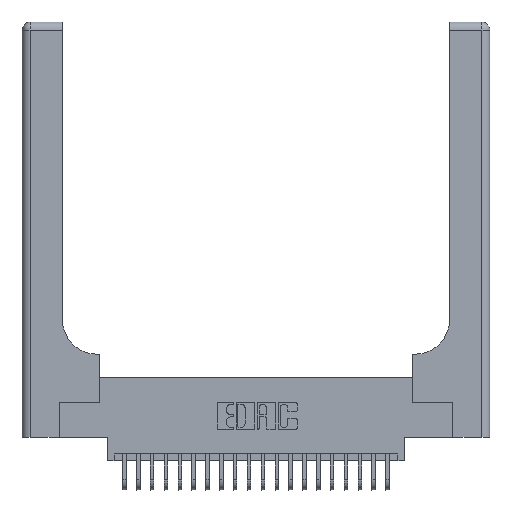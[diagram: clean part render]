
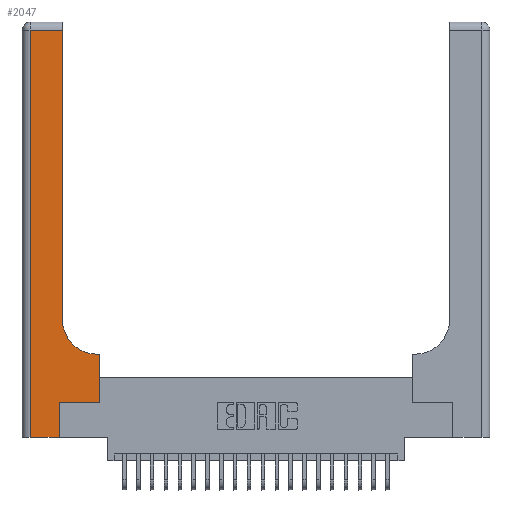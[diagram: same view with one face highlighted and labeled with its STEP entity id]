
A CAD part, top view. The second image highlights one B-rep face of the part: STEP entity #2047.
In plain terms, the highlighted planar face has unit normal (0, 0, 1).
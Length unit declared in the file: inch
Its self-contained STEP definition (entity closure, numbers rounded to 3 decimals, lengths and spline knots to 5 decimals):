
#183 = VECTOR ( 'NONE', #11111, 39.37008 ) ;
#231 = EDGE_CURVE ( 'NONE', #1557, #16585, #19240, .T. ) ;
#404 = ORIENTED_EDGE ( 'NONE', *, *, #3772, .T. ) ;
#547 = CARTESIAN_POINT ( 'NONE',  ( 0.5585, 0.6, 0.37 ) ) ;
#1067 = ORIENTED_EDGE ( 'NONE', *, *, #6275, .T. ) ;
#1360 = ORIENTED_EDGE ( 'NONE', *, *, #18657, .T. ) ;
#1386 = CARTESIAN_POINT ( 'NONE',  ( 0., 0., 0.37 ) ) ;
#1484 = EDGE_CURVE ( 'NONE', #11901, #3937, #20733, .T. ) ;
#1557 = VERTEX_POINT ( 'NONE', #15414 ) ;
#1973 = EDGE_CURVE ( 'NONE', #3937, #1557, #25027, .T. ) ;
#1979 = CARTESIAN_POINT ( 'NONE',  ( 0.2915, 0.85, 0.37 ) ) ;
#2047 = ADVANCED_FACE ( 'NONE', ( #15773 ), #17385, .F. ) ;
#2093 = CARTESIAN_POINT ( 'NONE',  ( 0.269, 0., 0.37 ) ) ;
#2554 = ORIENTED_EDGE ( 'NONE', *, *, #1484, .T. ) ;
#2576 = VECTOR ( 'NONE', #10125, 39.37008 ) ;
#2686 = DIRECTION ( 'NONE',  ( 0., 1., 0. ) ) ;
#2994 = EDGE_LOOP ( 'NONE', ( #3142, #1067, #15483, #404, #2554, #20147, #6839, #1360, #20800 ) ) ;
#3142 = ORIENTED_EDGE ( 'NONE', *, *, #24721, .T. ) ;
#3673 = VECTOR ( 'NONE', #7090, 39.37008 ) ;
#3772 = EDGE_CURVE ( 'NONE', #10447, #11901, #5502, .T. ) ;
#3937 = VERTEX_POINT ( 'NONE', #13214 ) ;
#5502 = LINE ( 'NONE', #1386, #183 ) ;
#5842 = LINE ( 'NONE', #20225, #3673 ) ;
#6275 = EDGE_CURVE ( 'NONE', #14698, #20583, #9056, .T. ) ;
#6839 = ORIENTED_EDGE ( 'NONE', *, *, #231, .T. ) ;
#7090 = DIRECTION ( 'NONE',  ( -1., 0., 0. ) ) ;
#7195 = CARTESIAN_POINT ( 'NONE',  ( 0., 3., 0.37 ) ) ;
#8414 = CARTESIAN_POINT ( 'NONE',  ( 0.06, 2.94, 0.37 ) ) ;
#8857 = AXIS2_PLACEMENT_3D ( 'NONE', #22185, #10385, #22443 ) ;
#9056 = LINE ( 'NONE', #10282, #2576 ) ;
#9689 = VECTOR ( 'NONE', #2686, 39.37008 ) ;
#10125 = DIRECTION ( 'NONE',  ( -1., 0., 0. ) ) ;
#10282 = CARTESIAN_POINT ( 'NONE',  ( 0., 2.94, 0.37 ) ) ;
#10385 = DIRECTION ( 'NONE',  ( 0., 0., -1. ) ) ;
#10447 = VERTEX_POINT ( 'NONE', #24493 ) ;
#11111 = DIRECTION ( 'NONE',  ( 1., 0., 0. ) ) ;
#11183 = VECTOR ( 'NONE', #24180, 39.37008 ) ;
#11901 = VERTEX_POINT ( 'NONE', #21277 ) ;
#11907 = DIRECTION ( 'NONE',  ( 0., 1., 0. ) ) ;
#12022 = CARTESIAN_POINT ( 'NONE',  ( 0.2915, 3., 0.37 ) ) ;
#12059 = EDGE_CURVE ( 'NONE', #16371, #14341, #20379, .T. ) ;
#13197 = DIRECTION ( 'NONE',  ( -1., 0., 0. ) ) ;
#13214 = CARTESIAN_POINT ( 'NONE',  ( 0.269, 0.25, 0.37 ) ) ;
#13990 = DIRECTION ( 'NONE',  ( 0., 1., 0. ) ) ;
#14341 = VERTEX_POINT ( 'NONE', #1979 ) ;
#14430 = VECTOR ( 'NONE', #22339, 39.37008 ) ;
#14698 = VERTEX_POINT ( 'NONE', #23884 ) ;
#15414 = CARTESIAN_POINT ( 'NONE',  ( 0.5585, 0.25, 0.37 ) ) ;
#15483 = ORIENTED_EDGE ( 'NONE', *, *, #21054, .T. ) ;
#15773 = FACE_OUTER_BOUND ( 'NONE', #2994, .T. ) ;
#16371 = VERTEX_POINT ( 'NONE', #18185 ) ;
#16585 = VERTEX_POINT ( 'NONE', #547 ) ;
#17385 = PLANE ( 'NONE',  #19899 ) ;
#17791 = CARTESIAN_POINT ( 'NONE',  ( 0.269, 0.25, 0.37 ) ) ;
#18185 = CARTESIAN_POINT ( 'NONE',  ( 0.5415, 0.6, 0.37 ) ) ;
#18657 = EDGE_CURVE ( 'NONE', #16585, #16371, #5842, .T. ) ;
#18832 = LINE ( 'NONE', #12022, #20392 ) ;
#19240 = LINE ( 'NONE', #23943, #9689 ) ;
#19899 = AXIS2_PLACEMENT_3D ( 'NONE', #7195, #25336, #13197 ) ;
#20147 = ORIENTED_EDGE ( 'NONE', *, *, #1973, .T. ) ;
#20225 = CARTESIAN_POINT ( 'NONE',  ( 0.2915, 0.6, 0.37 ) ) ;
#20379 = CIRCLE ( 'NONE', #8857, 0.25 ) ;
#20392 = VECTOR ( 'NONE', #13990, 39.37008 ) ;
#20583 = VERTEX_POINT ( 'NONE', #8414 ) ;
#20733 = LINE ( 'NONE', #2093, #23206 ) ;
#20800 = ORIENTED_EDGE ( 'NONE', *, *, #12059, .T. ) ;
#20864 = LINE ( 'NONE', #24021, #14430 ) ;
#21054 = EDGE_CURVE ( 'NONE', #20583, #10447, #20864, .T. ) ;
#21277 = CARTESIAN_POINT ( 'NONE',  ( 0.269, 0., 0.37 ) ) ;
#22185 = CARTESIAN_POINT ( 'NONE',  ( 0.5415, 0.85, 0.37 ) ) ;
#22339 = DIRECTION ( 'NONE',  ( 0., -1., 0. ) ) ;
#22443 = DIRECTION ( 'NONE',  ( 1., 0., 0. ) ) ;
#23206 = VECTOR ( 'NONE', #11907, 39.37008 ) ;
#23884 = CARTESIAN_POINT ( 'NONE',  ( 0.2915, 2.94, 0.37 ) ) ;
#23943 = CARTESIAN_POINT ( 'NONE',  ( 0.5585, 0.25, 0.37 ) ) ;
#24021 = CARTESIAN_POINT ( 'NONE',  ( 0.06, 3., 0.37 ) ) ;
#24180 = DIRECTION ( 'NONE',  ( 1., 0., 0. ) ) ;
#24493 = CARTESIAN_POINT ( 'NONE',  ( 0.06, 0., 0.37 ) ) ;
#24721 = EDGE_CURVE ( 'NONE', #14341, #14698, #18832, .T. ) ;
#25027 = LINE ( 'NONE', #17791, #11183 ) ;
#25336 = DIRECTION ( 'NONE',  ( 0., 0., -1. ) ) ;
